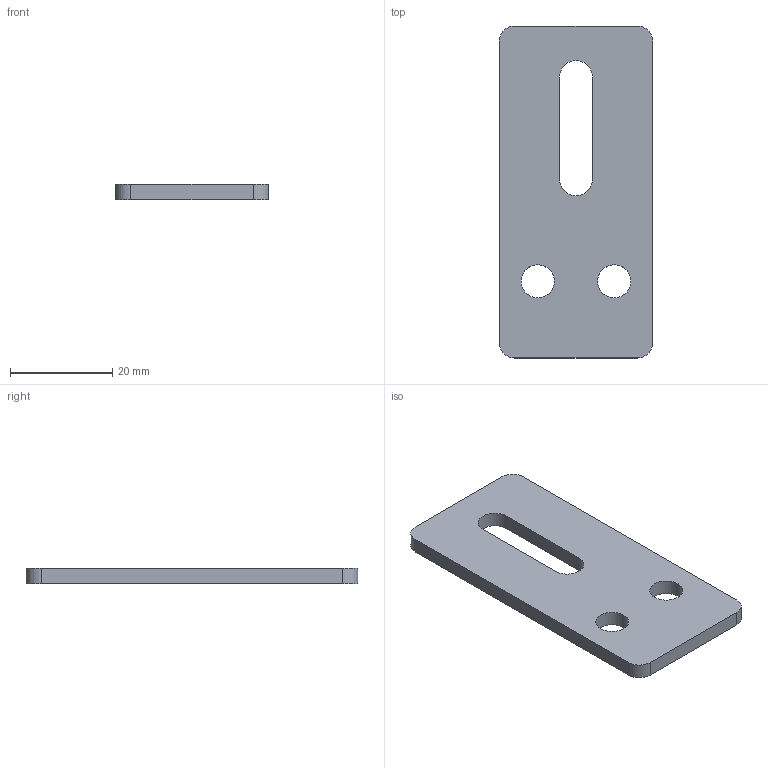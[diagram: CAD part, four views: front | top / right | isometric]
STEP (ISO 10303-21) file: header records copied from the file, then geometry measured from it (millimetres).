
FILE_DESCRIPTION(/* description */ ('KriTec Vario-Lasche 6 Raster 30 65x30x3 St schwarz, pulverbeschichtet'),/* implementation_level */ '2;1');
FILE_NAME(/* name */ '13333_KriTec_Vario-Lasche_6 Raster_30_65x30x3_St_schwarz_pulverbeschichtet.stp',/* time_stamp */ '2019-11-21T14:39:42+01:00',/* author */ ('jendrek'),/* organization */ (''),/* preprocessor_version */ 'ST-DEVELOPER v17',/* originating_system */ 'Autodesk Inventor 2018',/* authorisation */ '');
FILE_SCHEMA (('AUTOMOTIVE_DESIGN { 1 0 10303 214 3 1 1 }'));
Length unit declared in the file: millimetre
Products named in the file (1): 13333
Bounding box: 30 x 65 x 3 mm (x, y, z)
Volume: 5138.2 mm3; surface area: 4283.8 mm2
Topology: 1 solids, 1 shells, 16 faces, 44 edges, 30 vertices
Faces by surface type: cylinder 8, plane 8
Full cylindrical faces by diameter (mm): 6.5 x2
Entity records: 573 total; most frequent: DIRECTION 96, CARTESIAN_POINT 91, ORIENTED_EDGE 88, EDGE_CURVE 44, AXIS2_PLACEMENT_3D 35, VERTEX_POINT 30, LINE 26, VECTOR 26
